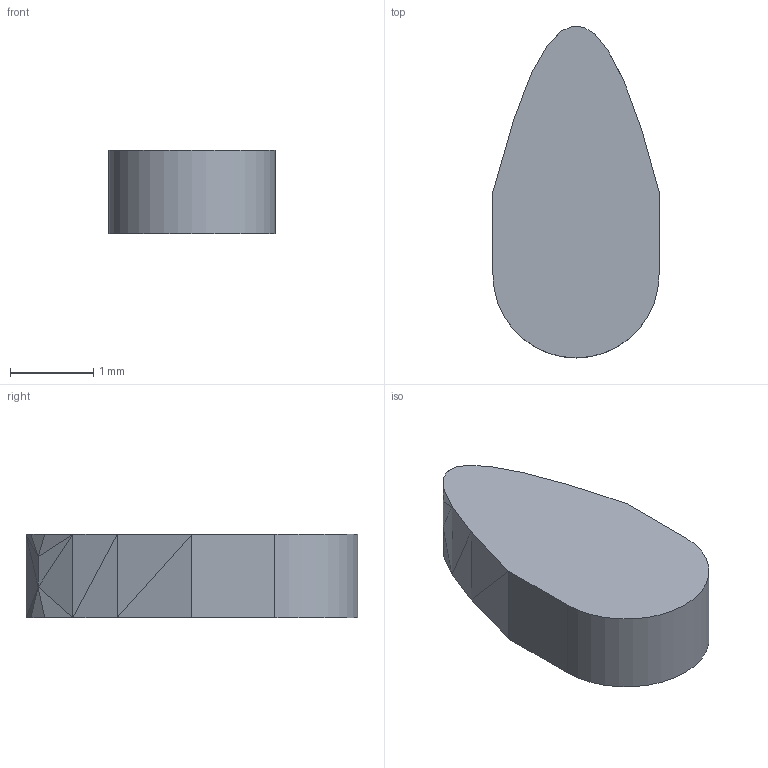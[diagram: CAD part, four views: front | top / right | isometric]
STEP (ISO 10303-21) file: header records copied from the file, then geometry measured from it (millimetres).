
FILE_DESCRIPTION(('Open CASCADE Model'),'2;1');
FILE_NAME('Open CASCADE Shape Model','2024-06-05T01:05:58',('Author'),( 'Open CASCADE'),'Open CASCADE STEP processor 7.7','Open CASCADE 7.7' ,'Unknown');
FILE_SCHEMA(('AUTOMOTIVE_DESIGN { 1 0 10303 214 1 1 1 1 }'));
Length unit declared in the file: millimetre
Products named in the file (3): 628dc4ae-22cf-11ef-91fb-a434d95c2a9c; 62ae2154-22cf-11ef-91fb-a434d95c2a9c; 62ae2154-22cf-11ef-91fb-a434d95c2a9c_part
Assembly tree (2 placements, depth 3):
  628dc4ae-22cf-11ef-91fb-a434d95c2a9c
    62ae2154-22cf-11ef-91fb-a434d95c2a9c
      62ae2154-22cf-11ef-91fb-a434d95c2a9c_part
Bounding box: 2 x 4 x 1 mm (x, y, z)
Volume: 6.2 mm3; surface area: 22.2 mm2
Topology: 1 solids, 1 shells, 35 faces, 65 edges, 32 vertices
Faces by surface type: plane 34, cylinder 1
Entity records: 1688 total; most frequent: CARTESIAN_POINT 286, DIRECTION 257, LINE 176, VECTOR 176, ORIENTED_EDGE 130, PCURVE 130, DEFINITIONAL_REPRESENTATION 130, EDGE_CURVE 65
